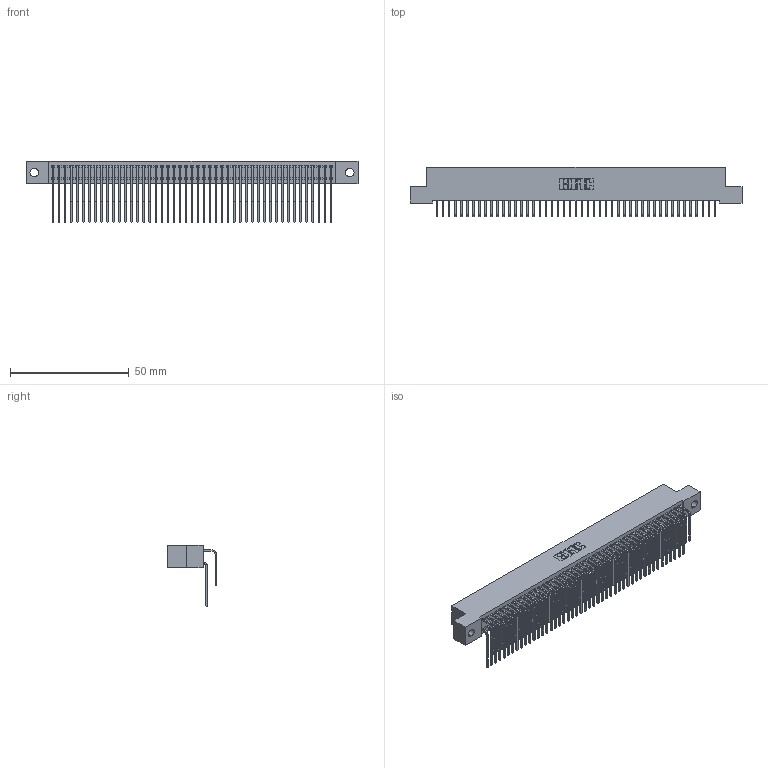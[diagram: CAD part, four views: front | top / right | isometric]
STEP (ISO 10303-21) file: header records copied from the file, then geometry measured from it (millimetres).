
FILE_DESCRIPTION (( 'STEP AP203' ), '1' );
FILE_NAME ('342-094-559-202.STEP', '2019-10-04T15:43:45', ( '' ), ( '' ), 'SwSTEP 2.0', 'SolidWorks 2016', '' );
FILE_SCHEMA (( 'CONFIG_CONTROL_DESIGN' ));
Length unit declared in the file: inch
Products named in the file (4): 342 Part_.128 Slot; 345-292-001_558 559 Tail - 1; 345-292-001_559 Tail - 2; 342-094-559-202
Assembly tree (95 placements, depth 2):
  342-094-559-202
    342 Part_.128 Slot
    345-292-001_558 559 Tail - 1  x47
    345-292-001_559 Tail - 2  x47
Bounding box: 139.7 x 20.64 x 25.78 mm (x, y, z)
Volume: 13065.8 mm3; surface area: 23603.6 mm2
Topology: 95 solids, 95 shells, 5190 faces, 15445 edges, 10170 vertices
Faces by surface type: plane 3642, cylinder 1548
Entity records: 31377 total; most frequent: CARTESIAN_POINT 5245, ORIENTED_EDGE 5130, DIRECTION 4453, EDGE_CURVE 2565, VECTOR 2397, LINE 2397, VERTEX_POINT 1706, AXIS2_PLACEMENT_3D 1028
